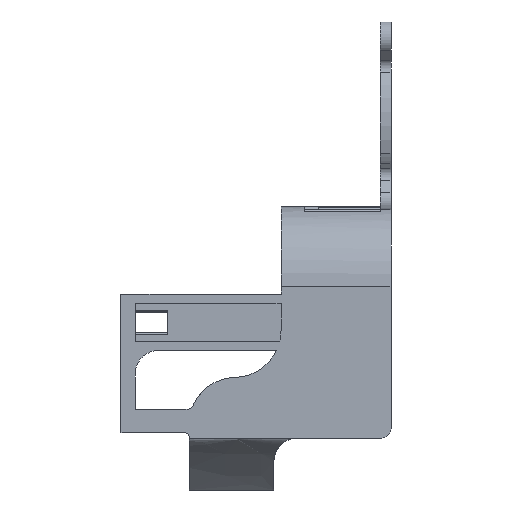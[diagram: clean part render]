
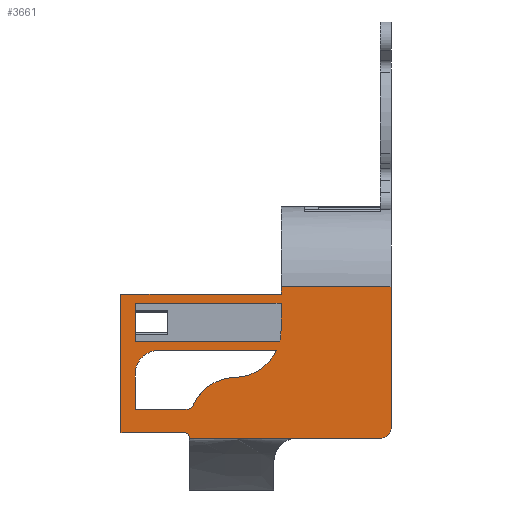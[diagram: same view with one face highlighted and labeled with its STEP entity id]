
A CAD part, left-side view. The second image highlights one B-rep face of the part: STEP entity #3661.
In plain terms, the highlighted planar face has unit normal (-1, 0, 0).
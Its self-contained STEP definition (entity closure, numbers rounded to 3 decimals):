
#43=FACE_BOUND('',#510,.T.);
#44=FACE_BOUND('',#511,.T.);
#148=PLANE('',#3984);
#303=FACE_OUTER_BOUND('',#509,.T.);
#509=EDGE_LOOP('',(#3097,#3098,#3099,#3100,#3101,#3102,#3103,#3104,#3105,
#3106,#3107));
#510=EDGE_LOOP('',(#3108,#3109,#3110,#3111,#3112,#3113,#3114));
#511=EDGE_LOOP('',(#3115,#3116,#3117,#3118,#3119));
#582=LINE('',#5105,#947);
#589=LINE('',#5133,#954);
#602=LINE('',#5171,#967);
#625=LINE('',#5231,#990);
#628=LINE('',#5237,#993);
#708=LINE('',#5482,#1073);
#754=LINE('',#6062,#1119);
#829=LINE('',#6300,#1194);
#851=LINE('',#6382,#1216);
#855=LINE('',#6390,#1220);
#860=LINE('',#6401,#1225);
#862=LINE('',#6405,#1227);
#863=LINE('',#6407,#1228);
#864=LINE('',#6409,#1229);
#865=LINE('',#6410,#1230);
#866=LINE('',#6413,#1231);
#947=VECTOR('',#4082,10.);
#954=VECTOR('',#4097,10.);
#967=VECTOR('',#4132,10.);
#990=VECTOR('',#4183,10.);
#993=VECTOR('',#4190,10.);
#1073=VECTOR('',#4424,10.);
#1119=VECTOR('',#4520,10.);
#1194=VECTOR('',#4727,10.);
#1216=VECTOR('',#4815,10.);
#1220=VECTOR('',#4823,10.);
#1225=VECTOR('',#4834,10.);
#1227=VECTOR('',#4838,10.);
#1228=VECTOR('',#4841,10.);
#1229=VECTOR('',#4842,10.);
#1230=VECTOR('',#4843,10.);
#1231=VECTOR('',#4846,10.);
#1310=CIRCLE('',#3743,5.);
#1313=CIRCLE('',#3748,1.);
#1315=CIRCLE('',#3752,1.5);
#1328=CIRCLE('',#3778,10.);
#1392=CIRCLE('',#3909,2.);
#1441=CIRCLE('',#3985,10.);
#1442=CIRCLE('',#3986,10.);
#1460=VERTEX_POINT('',#5095);
#1461=VERTEX_POINT('',#5096);
#1464=VERTEX_POINT('',#5104);
#1468=VERTEX_POINT('',#5113);
#1469=VERTEX_POINT('',#5115);
#1473=VERTEX_POINT('',#5128);
#1476=VERTEX_POINT('',#5138);
#1477=VERTEX_POINT('',#5140);
#1509=VERTEX_POINT('',#5229);
#1510=VERTEX_POINT('',#5230);
#1512=VERTEX_POINT('',#5239);
#1598=VERTEX_POINT('',#5479);
#1599=VERTEX_POINT('',#5481);
#1628=VERTEX_POINT('',#5618);
#1705=VERTEX_POINT('',#6176);
#1754=VERTEX_POINT('',#6293);
#1757=VERTEX_POINT('',#6298);
#1784=VERTEX_POINT('',#6381);
#1786=VERTEX_POINT('',#6389);
#1789=VERTEX_POINT('',#6399);
#1790=VERTEX_POINT('',#6403);
#1791=VERTEX_POINT('',#6408);
#1792=VERTEX_POINT('',#6412);
#1824=EDGE_CURVE('',#1460,#1461,#1310,.T.);
#1828=EDGE_CURVE('',#1464,#1461,#582,.T.);
#1833=EDGE_CURVE('',#1468,#1469,#1313,.T.);
#1839=EDGE_CURVE('',#1473,#1468,#589,.F.);
#1842=EDGE_CURVE('',#1477,#1476,#1315,.F.);
#1858=EDGE_CURVE('',#1476,#1464,#602,.T.);
#1888=EDGE_CURVE('',#1509,#1510,#625,.T.);
#1892=EDGE_CURVE('',#1469,#1510,#628,.T.);
#1893=EDGE_CURVE('',#1477,#1512,#1328,.T.);
#2011=EDGE_CURVE('',#1598,#1599,#708,.T.);
#2097=EDGE_CURVE('',#1473,#1628,#754,.T.);
#2153=EDGE_CURVE('',#1599,#1705,#1392,.T.);
#2217=EDGE_CURVE('',#1757,#1754,#829,.T.);
#2258=EDGE_CURVE('',#1754,#1784,#851,.T.);
#2262=EDGE_CURVE('',#1786,#1784,#855,.T.);
#2268=EDGE_CURVE('',#1789,#1509,#860,.T.);
#2270=EDGE_CURVE('',#1790,#1460,#862,.T.);
#2271=EDGE_CURVE('',#1628,#1705,#863,.T.);
#2272=EDGE_CURVE('',#1791,#1598,#864,.T.);
#2273=EDGE_CURVE('',#1791,#1789,#865,.T.);
#2274=EDGE_CURVE('',#1512,#1790,#1441,.T.);
#2275=EDGE_CURVE('',#1757,#1792,#866,.T.);
#2276=EDGE_CURVE('',#1786,#1792,#1442,.T.);
#3097=ORIENTED_EDGE('',*,*,#1839,.F.);
#3098=ORIENTED_EDGE('',*,*,#2097,.T.);
#3099=ORIENTED_EDGE('',*,*,#2271,.T.);
#3100=ORIENTED_EDGE('',*,*,#2153,.F.);
#3101=ORIENTED_EDGE('',*,*,#2011,.F.);
#3102=ORIENTED_EDGE('',*,*,#2272,.F.);
#3103=ORIENTED_EDGE('',*,*,#2273,.T.);
#3104=ORIENTED_EDGE('',*,*,#2268,.T.);
#3105=ORIENTED_EDGE('',*,*,#1888,.T.);
#3106=ORIENTED_EDGE('',*,*,#1892,.F.);
#3107=ORIENTED_EDGE('',*,*,#1833,.F.);
#3108=ORIENTED_EDGE('',*,*,#2270,.F.);
#3109=ORIENTED_EDGE('',*,*,#2274,.F.);
#3110=ORIENTED_EDGE('',*,*,#1893,.F.);
#3111=ORIENTED_EDGE('',*,*,#1842,.T.);
#3112=ORIENTED_EDGE('',*,*,#1858,.T.);
#3113=ORIENTED_EDGE('',*,*,#1828,.T.);
#3114=ORIENTED_EDGE('',*,*,#1824,.F.);
#3115=ORIENTED_EDGE('',*,*,#2217,.F.);
#3116=ORIENTED_EDGE('',*,*,#2275,.T.);
#3117=ORIENTED_EDGE('',*,*,#2276,.F.);
#3118=ORIENTED_EDGE('',*,*,#2262,.T.);
#3119=ORIENTED_EDGE('',*,*,#2258,.F.);
#3661=ADVANCED_FACE('',(#303,#43,#44),#148,.T.);
#3743=AXIS2_PLACEMENT_3D('',#5097,#4074,#4075);
#3748=AXIS2_PLACEMENT_3D('',#5116,#4090,#4091);
#3752=AXIS2_PLACEMENT_3D('',#5141,#4103,#4104);
#3778=AXIS2_PLACEMENT_3D('',#5240,#4193,#4194);
#3909=AXIS2_PLACEMENT_3D('',#6177,#4620,#4621);
#3984=AXIS2_PLACEMENT_3D('',#6406,#4839,#4840);
#3985=AXIS2_PLACEMENT_3D('',#6411,#4844,#4845);
#3986=AXIS2_PLACEMENT_3D('',#6414,#4847,#4848);
#4074=DIRECTION('center_axis',(-1.,0.,0.));
#4075=DIRECTION('ref_axis',(0.,0.707,0.707));
#4082=DIRECTION('',(0.,0.,1.));
#4090=DIRECTION('center_axis',(-1.,0.,0.));
#4091=DIRECTION('ref_axis',(0.,-0.707,0.707));
#4097=DIRECTION('',(0.,0.,-1.));
#4103=DIRECTION('center_axis',(-1.,0.,0.));
#4104=DIRECTION('ref_axis',(0.,-0.97,-0.244));
#4132=DIRECTION('',(0.,1.,0.));
#4183=DIRECTION('',(0.,0.,-1.));
#4190=DIRECTION('',(0.,1.,0.));
#4193=DIRECTION('center_axis',(1.,0.,0.));
#4194=DIRECTION('ref_axis',(0.,-1.,0.));
#4424=DIRECTION('',(0.,0.,-1.));
#4520=DIRECTION('',(0.,-1.,0.));
#4620=DIRECTION('center_axis',(1.,0.,0.));
#4621=DIRECTION('ref_axis',(0.,-0.707,-0.707));
#4727=DIRECTION('',(0.,1.,0.));
#4815=DIRECTION('',(0.,0.,-1.));
#4823=DIRECTION('',(0.,1.,0.));
#4834=DIRECTION('',(0.,1.,0.));
#4838=DIRECTION('',(0.,1.,0.));
#4839=DIRECTION('center_axis',(-1.,0.,0.));
#4840=DIRECTION('ref_axis',(0.,1.,0.));
#4841=DIRECTION('',(0.,-1.,0.));
#4842=DIRECTION('',(0.,-1.,0.));
#4843=DIRECTION('',(0.,0.,-1.));
#4844=DIRECTION('center_axis',(-1.,0.,0.));
#4845=DIRECTION('ref_axis',(0.,-0.707,-0.707));
#4846=DIRECTION('',(0.,0.,-1.));
#4847=DIRECTION('center_axis',(-1.,0.,0.));
#4848=DIRECTION('ref_axis',(0.,-0.707,-0.707));
#5095=CARTESIAN_POINT('',(-32.5,-28.,5.75));
#5096=CARTESIAN_POINT('',(-32.5,-23.,0.75));
#5097=CARTESIAN_POINT('Origin',(-32.5,-28.,0.75));
#5104=CARTESIAN_POINT('',(-32.5,-23.,-6.75));
#5105=CARTESIAN_POINT('',(-32.5,-23.,14.775));
#5113=CARTESIAN_POINT('',(-32.5,-34.5,-12.75));
#5115=CARTESIAN_POINT('',(-32.5,-33.5,-11.75));
#5116=CARTESIAN_POINT('Origin',(-32.5,-33.5,-12.75));
#5128=CARTESIAN_POINT('',(-32.5,-34.5,-12.88));
#5133=CARTESIAN_POINT('',(-32.5,-34.5,13.435));
#5138=CARTESIAN_POINT('',(-32.5,-34.045,-6.75));
#5140=CARTESIAN_POINT('',(-32.5,-35.5,-5.616));
#5141=CARTESIAN_POINT('Origin',(-32.5,-34.045,-5.25));
#5171=CARTESIAN_POINT('',(-32.5,-56.225,-6.75));
#5229=CARTESIAN_POINT('',(-32.5,-20.,17.75));
#5230=CARTESIAN_POINT('',(-32.5,-20.,-11.75));
#5231=CARTESIAN_POINT('',(-32.5,-20.,5.75));
#5237=CARTESIAN_POINT('',(-32.5,-35.5,-11.75));
#5239=CARTESIAN_POINT('',(-32.5,-44.275,0.023));
#5240=CARTESIAN_POINT('Origin',(-32.5,-44.5,-9.975));
#5479=CARTESIAN_POINT('',(-32.5,-77.45,19.3));
#5481=CARTESIAN_POINT('',(-32.5,-77.45,-10.88));
#5482=CARTESIAN_POINT('',(-32.5,-77.45,36.3));
#5618=CARTESIAN_POINT('',(-32.5,-57.5,-12.88));
#6062=CARTESIAN_POINT('',(-32.5,-76.95,-12.88));
#6176=CARTESIAN_POINT('',(-32.5,-75.45,-12.88));
#6177=CARTESIAN_POINT('Origin',(-32.5,-75.45,-10.88));
#6293=CARTESIAN_POINT('',(-32.5,-23.,15.75));
#6298=CARTESIAN_POINT('',(-32.5,-54.05,15.75));
#6300=CARTESIAN_POINT('',(-32.5,-54.05,15.75));
#6381=CARTESIAN_POINT('',(-32.5,-23.,7.75));
#6382=CARTESIAN_POINT('',(-32.5,-23.,9.75));
#6389=CARTESIAN_POINT('',(-32.5,-53.789,7.75));
#6390=CARTESIAN_POINT('',(-32.5,-54.05,7.75));
#6399=CARTESIAN_POINT('',(-32.5,-54.05,17.75));
#6401=CARTESIAN_POINT('',(-32.5,-54.05,17.75));
#6403=CARTESIAN_POINT('',(-32.5,-53.092,5.75));
#6405=CARTESIAN_POINT('',(-32.5,-54.05,5.75));
#6406=CARTESIAN_POINT('Origin',(-32.5,-76.95,36.3));
#6407=CARTESIAN_POINT('',(-32.5,-76.95,-12.88));
#6408=CARTESIAN_POINT('',(-32.5,-54.05,19.3));
#6409=CARTESIAN_POINT('',(-32.5,-65.5,19.3));
#6410=CARTESIAN_POINT('',(-32.5,-54.05,30.3));
#6411=CARTESIAN_POINT('Origin',(-32.5,-44.05,10.02));
#6412=CARTESIAN_POINT('',(-32.5,-54.05,10.02));
#6413=CARTESIAN_POINT('',(-32.5,-54.05,30.3));
#6414=CARTESIAN_POINT('Origin',(-32.5,-44.05,10.02));
